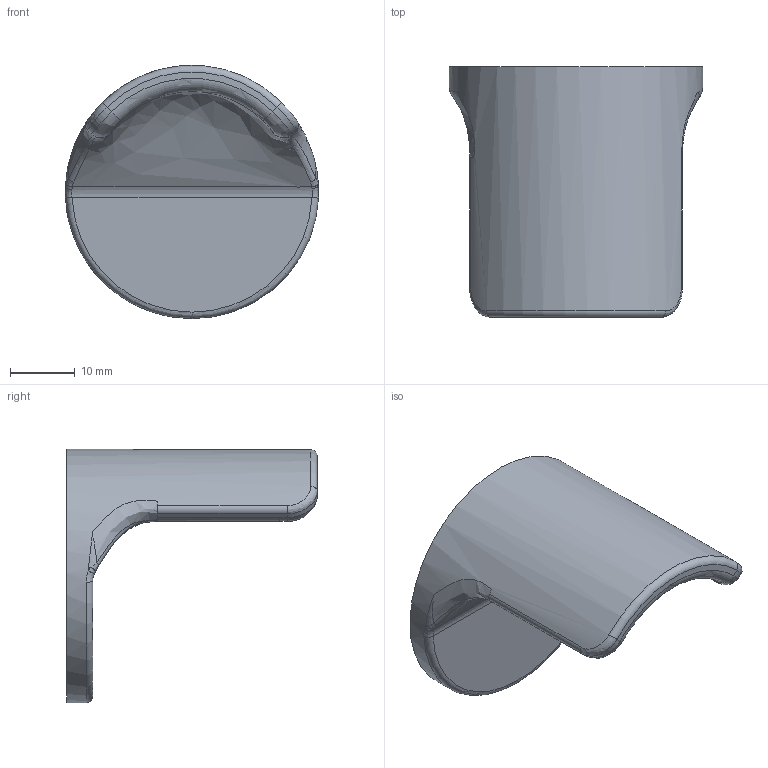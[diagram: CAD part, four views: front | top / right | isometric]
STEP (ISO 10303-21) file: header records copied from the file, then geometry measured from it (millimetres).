
FILE_DESCRIPTION(/* description */ (''),/* implementation_level */ '2;1');
FILE_NAME(/* name */ 'step-export.step',/* time_stamp */ '2025-07-27T18:55:41-07:00',/* author */ (''),/* organization */ (''),/* preprocessor_version */ 'ST-DEVELOPER v20.1',/* originating_system */ 'Autodesk Translation Framework v14.10.0.0',/* authorisation */ '');
FILE_SCHEMA (('AUTOMOTIVE_DESIGN { 1 0 10303 214 3 1 1 }'));
Length unit declared in the file: millimetre
Products named in the file (2): Key Holder; Key Holder_1
Assembly tree (1 placements, depth 2):
  Key Holder
    Key Holder_1
Bounding box: 39 x 38.6 x 38.99 mm (x, y, z)
Volume: 11004.6 mm3; surface area: 5483.8 mm2
Topology: 1 solids, 1 shells, 50 faces, 130 edges, 78 vertices
Faces by surface type: bspline 22, cylinder 15, plane 10, torus 3
Full cylindrical faces by diameter (mm): 5.2 x5, 39 x1
Entity records: 2749 total; most frequent: CARTESIAN_POINT 1636, ORIENTED_EDGE 252, DIRECTION 176, EDGE_CURVE 126, VERTEX_POINT 78, AXIS2_PLACEMENT_3D 77, B_SPLINE_CURVE_WITH_KNOTS 58, FACE_OUTER_BOUND 50
